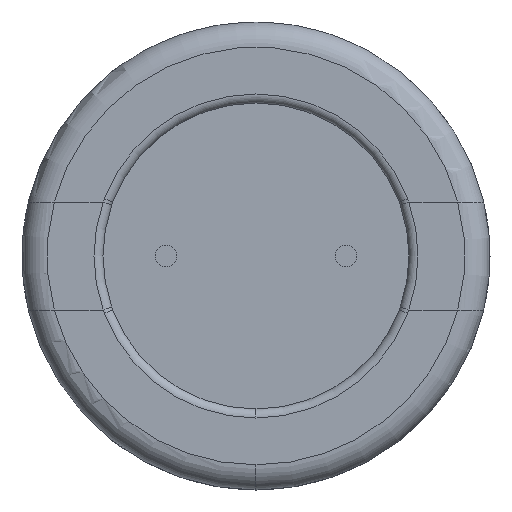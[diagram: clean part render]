
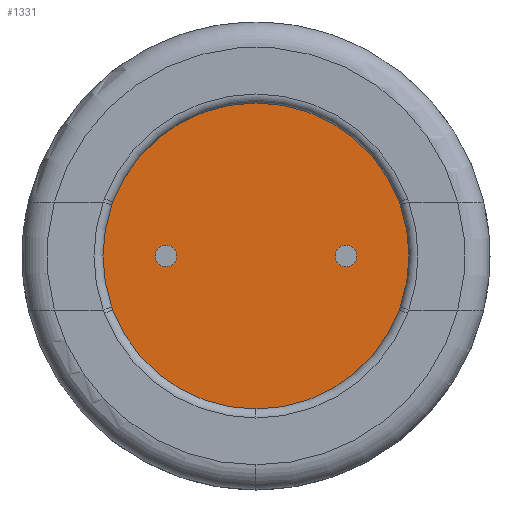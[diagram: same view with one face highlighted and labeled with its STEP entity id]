
A CAD part, front view. The second image highlights one B-rep face of the part: STEP entity #1331.
In plain terms, the highlighted planar face has unit normal (0, -1, 0).
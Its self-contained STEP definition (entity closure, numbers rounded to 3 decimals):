
#98 = DIRECTION ( 'NONE',  ( 0., 0., -1. ) ) ;
#129 = FACE_OUTER_BOUND ( 'NONE', #3969, .T. ) ;
#130 = ORIENTED_EDGE ( 'NONE', *, *, #2377, .T. ) ;
#223 = VERTEX_POINT ( 'NONE', #4433 ) ;
#257 = AXIS2_PLACEMENT_3D ( 'NONE', #4631, #4749, #2763 ) ;
#283 = CARTESIAN_POINT ( 'NONE',  ( 0., 0.25, 0. ) ) ;
#414 = DIRECTION ( 'NONE',  ( 0., -1., 0. ) ) ;
#521 = AXIS2_PLACEMENT_3D ( 'NONE', #833, #4006, #2482 ) ;
#600 = CARTESIAN_POINT ( 'NONE',  ( 4.007, 0.25, 1.417 ) ) ;
#636 = AXIS2_PLACEMENT_3D ( 'NONE', #677, #4963, #3395 ) ;
#639 = CIRCLE ( 'NONE', #3347, 4.25 ) ;
#673 = CIRCLE ( 'NONE', #3377, 4.25 ) ;
#677 = CARTESIAN_POINT ( 'NONE',  ( 2.5, 0.25, 0. ) ) ;
#702 = AXIS2_PLACEMENT_3D ( 'NONE', #1584, #4277, #794 ) ;
#744 = DIRECTION ( 'NONE',  ( 0., 0., -1. ) ) ;
#755 = ORIENTED_EDGE ( 'NONE', *, *, #3532, .F. ) ;
#766 = FACE_BOUND ( 'NONE', #4827, .T. ) ;
#794 = DIRECTION ( 'NONE',  ( 0., 0., -1. ) ) ;
#821 = EDGE_CURVE ( 'NONE', #3956, #4279, #4292, .T. ) ;
#833 = CARTESIAN_POINT ( 'NONE',  ( 0., 0.25, 0. ) ) ;
#884 = CIRCLE ( 'NONE', #3810, 4.25 ) ;
#938 = CARTESIAN_POINT ( 'NONE',  ( -3.976, 0.25, 1.5 ) ) ;
#970 = VERTEX_POINT ( 'NONE', #2779 ) ;
#983 = ORIENTED_EDGE ( 'NONE', *, *, #821, .T. ) ;
#1030 = EDGE_CURVE ( 'NONE', #3598, #1944, #1533, .T. ) ;
#1033 = DIRECTION ( 'NONE',  ( 0., -1., 0. ) ) ;
#1084 = DIRECTION ( 'NONE',  ( 0., -1., 0. ) ) ;
#1239 = DIRECTION ( 'NONE',  ( 0., -1., 0. ) ) ;
#1331 = ADVANCED_FACE ( 'NONE', ( #766, #1606, #129 ), #4640, .T. ) ;
#1354 = DIRECTION ( 'NONE',  ( 0., 0., -1. ) ) ;
#1389 = VERTEX_POINT ( 'NONE', #2071 ) ;
#1411 = CIRCLE ( 'NONE', #521, 4.25 ) ;
#1503 = VERTEX_POINT ( 'NONE', #4571 ) ;
#1533 = CIRCLE ( 'NONE', #4606, 4.25 ) ;
#1578 = CARTESIAN_POINT ( 'NONE',  ( 2.5, 0.25, 0. ) ) ;
#1584 = CARTESIAN_POINT ( 'NONE',  ( 0., 0.25, 0. ) ) ;
#1606 = FACE_BOUND ( 'NONE', #4830, .T. ) ;
#1654 = DIRECTION ( 'NONE',  ( 0., -1., 0. ) ) ;
#1716 = EDGE_CURVE ( 'NONE', #2023, #1389, #4760, .T. ) ;
#1807 = EDGE_CURVE ( 'NONE', #1389, #2023, #2605, .T. ) ;
#1867 = CIRCLE ( 'NONE', #1887, 4.25 ) ;
#1887 = AXIS2_PLACEMENT_3D ( 'NONE', #3665, #4754, #2945 ) ;
#1944 = VERTEX_POINT ( 'NONE', #2729 ) ;
#1955 = ORIENTED_EDGE ( 'NONE', *, *, #4222, .T. ) ;
#2023 = VERTEX_POINT ( 'NONE', #4154 ) ;
#2039 = CARTESIAN_POINT ( 'NONE',  ( 0., 0.25, -4.25 ) ) ;
#2071 = CARTESIAN_POINT ( 'NONE',  ( -2.5, 0.25, -0.3 ) ) ;
#2215 = VERTEX_POINT ( 'NONE', #2612 ) ;
#2251 = ORIENTED_EDGE ( 'NONE', *, *, #2811, .T. ) ;
#2269 = AXIS2_PLACEMENT_3D ( 'NONE', #283, #1084, #744 ) ;
#2377 = EDGE_CURVE ( 'NONE', #1944, #1503, #2513, .T. ) ;
#2428 = DIRECTION ( 'NONE',  ( 0., 0., -1. ) ) ;
#2448 = EDGE_CURVE ( 'NONE', #970, #3800, #1867, .T. ) ;
#2469 = CARTESIAN_POINT ( 'NONE',  ( 0., 0.25, 0. ) ) ;
#2482 = DIRECTION ( 'NONE',  ( 0., 0., -1. ) ) ;
#2497 = CARTESIAN_POINT ( 'NONE',  ( -4.007, 0.25, 1.417 ) ) ;
#2513 = CIRCLE ( 'NONE', #4778, 4.25 ) ;
#2588 = EDGE_CURVE ( 'NONE', #223, #2215, #4766, .T. ) ;
#2600 = AXIS2_PLACEMENT_3D ( 'NONE', #3047, #2686, #4564 ) ;
#2604 = CIRCLE ( 'NONE', #3494, 4.25 ) ;
#2605 = CIRCLE ( 'NONE', #257, 0.3 ) ;
#2612 = CARTESIAN_POINT ( 'NONE',  ( 2.5, 0.25, 0.3 ) ) ;
#2629 = EDGE_CURVE ( 'NONE', #3800, #4668, #2604, .T. ) ;
#2686 = DIRECTION ( 'NONE',  ( 0., -1., 0. ) ) ;
#2729 = CARTESIAN_POINT ( 'NONE',  ( -4.007, 0.25, -1.417 ) ) ;
#2738 = ORIENTED_EDGE ( 'NONE', *, *, #2448, .T. ) ;
#2763 = DIRECTION ( 'NONE',  ( 0., 0., -1. ) ) ;
#2779 = CARTESIAN_POINT ( 'NONE',  ( 4.007, 0.25, -1.417 ) ) ;
#2811 = EDGE_CURVE ( 'NONE', #4279, #970, #639, .T. ) ;
#2813 = DIRECTION ( 'NONE',  ( 0., 0., -1. ) ) ;
#2841 = EDGE_CURVE ( 'NONE', #1503, #3956, #884, .T. ) ;
#2945 = DIRECTION ( 'NONE',  ( 0., 0., -1. ) ) ;
#2960 = DIRECTION ( 'NONE',  ( 0., -1., 0. ) ) ;
#3009 = CARTESIAN_POINT ( 'NONE',  ( 3.976, 0.25, -1.5 ) ) ;
#3047 = CARTESIAN_POINT ( 'NONE',  ( -2.5, 0.25, 0. ) ) ;
#3048 = ORIENTED_EDGE ( 'NONE', *, *, #1030, .T. ) ;
#3066 = DIRECTION ( 'NONE',  ( 0., -1., 0. ) ) ;
#3233 = DIRECTION ( 'NONE',  ( 0., 0., -1. ) ) ;
#3268 = ORIENTED_EDGE ( 'NONE', *, *, #1716, .F. ) ;
#3347 = AXIS2_PLACEMENT_3D ( 'NONE', #4056, #1239, #2813 ) ;
#3360 = DIRECTION ( 'NONE',  ( 0., -1., 0. ) ) ;
#3377 = AXIS2_PLACEMENT_3D ( 'NONE', #2469, #1654, #3233 ) ;
#3395 = DIRECTION ( 'NONE',  ( 0., 0., 1. ) ) ;
#3412 = CARTESIAN_POINT ( 'NONE',  ( 0., 0.25, 0. ) ) ;
#3444 = CARTESIAN_POINT ( 'NONE',  ( 3.976, 0.25, 1.5 ) ) ;
#3448 = ORIENTED_EDGE ( 'NONE', *, *, #3772, .T. ) ;
#3494 = AXIS2_PLACEMENT_3D ( 'NONE', #3412, #3066, #4915 ) ;
#3532 = EDGE_CURVE ( 'NONE', #2215, #223, #4962, .T. ) ;
#3565 = CARTESIAN_POINT ( 'NONE',  ( 0., 0.25, 0. ) ) ;
#3598 = VERTEX_POINT ( 'NONE', #2497 ) ;
#3655 = ORIENTED_EDGE ( 'NONE', *, *, #2629, .T. ) ;
#3665 = CARTESIAN_POINT ( 'NONE',  ( 0., 0.25, 0. ) ) ;
#3717 = VERTEX_POINT ( 'NONE', #938 ) ;
#3765 = AXIS2_PLACEMENT_3D ( 'NONE', #1578, #3360, #3781 ) ;
#3772 = EDGE_CURVE ( 'NONE', #4668, #3717, #673, .T. ) ;
#3781 = DIRECTION ( 'NONE',  ( 0., 0., 1. ) ) ;
#3800 = VERTEX_POINT ( 'NONE', #600 ) ;
#3810 = AXIS2_PLACEMENT_3D ( 'NONE', #4557, #1033, #1354 ) ;
#3956 = VERTEX_POINT ( 'NONE', #2039 ) ;
#3969 = EDGE_LOOP ( 'NONE', ( #2251, #2738, #3655, #3448, #1955, #3048, #130, #4148, #983 ) ) ;
#4006 = DIRECTION ( 'NONE',  ( 0., -1., 0. ) ) ;
#4056 = CARTESIAN_POINT ( 'NONE',  ( 0., 0.25, 0. ) ) ;
#4148 = ORIENTED_EDGE ( 'NONE', *, *, #2841, .T. ) ;
#4154 = CARTESIAN_POINT ( 'NONE',  ( -2.5, 0.25, 0.3 ) ) ;
#4222 = EDGE_CURVE ( 'NONE', #3717, #3598, #1411, .T. ) ;
#4277 = DIRECTION ( 'NONE',  ( 0., -1., 0. ) ) ;
#4279 = VERTEX_POINT ( 'NONE', #3009 ) ;
#4292 = CIRCLE ( 'NONE', #2269, 4.25 ) ;
#4305 = ORIENTED_EDGE ( 'NONE', *, *, #2588, .F. ) ;
#4379 = ORIENTED_EDGE ( 'NONE', *, *, #1807, .F. ) ;
#4433 = CARTESIAN_POINT ( 'NONE',  ( 2.5, 0.25, -0.3 ) ) ;
#4435 = CARTESIAN_POINT ( 'NONE',  ( 0., 0.25, 0. ) ) ;
#4557 = CARTESIAN_POINT ( 'NONE',  ( 0., 0.25, 0. ) ) ;
#4564 = DIRECTION ( 'NONE',  ( 0., 0., -1. ) ) ;
#4571 = CARTESIAN_POINT ( 'NONE',  ( -3.976, 0.25, -1.5 ) ) ;
#4606 = AXIS2_PLACEMENT_3D ( 'NONE', #4435, #2960, #2428 ) ;
#4631 = CARTESIAN_POINT ( 'NONE',  ( -2.5, 0.25, 0. ) ) ;
#4640 = PLANE ( 'NONE',  #702 ) ;
#4668 = VERTEX_POINT ( 'NONE', #3444 ) ;
#4749 = DIRECTION ( 'NONE',  ( 0., -1., 0. ) ) ;
#4754 = DIRECTION ( 'NONE',  ( 0., -1., 0. ) ) ;
#4760 = CIRCLE ( 'NONE', #2600, 0.3 ) ;
#4766 = CIRCLE ( 'NONE', #636, 0.3 ) ;
#4778 = AXIS2_PLACEMENT_3D ( 'NONE', #3565, #414, #98 ) ;
#4827 = EDGE_LOOP ( 'NONE', ( #755, #4305 ) ) ;
#4830 = EDGE_LOOP ( 'NONE', ( #3268, #4379 ) ) ;
#4915 = DIRECTION ( 'NONE',  ( 0., 0., -1. ) ) ;
#4962 = CIRCLE ( 'NONE', #3765, 0.3 ) ;
#4963 = DIRECTION ( 'NONE',  ( 0., -1., 0. ) ) ;
